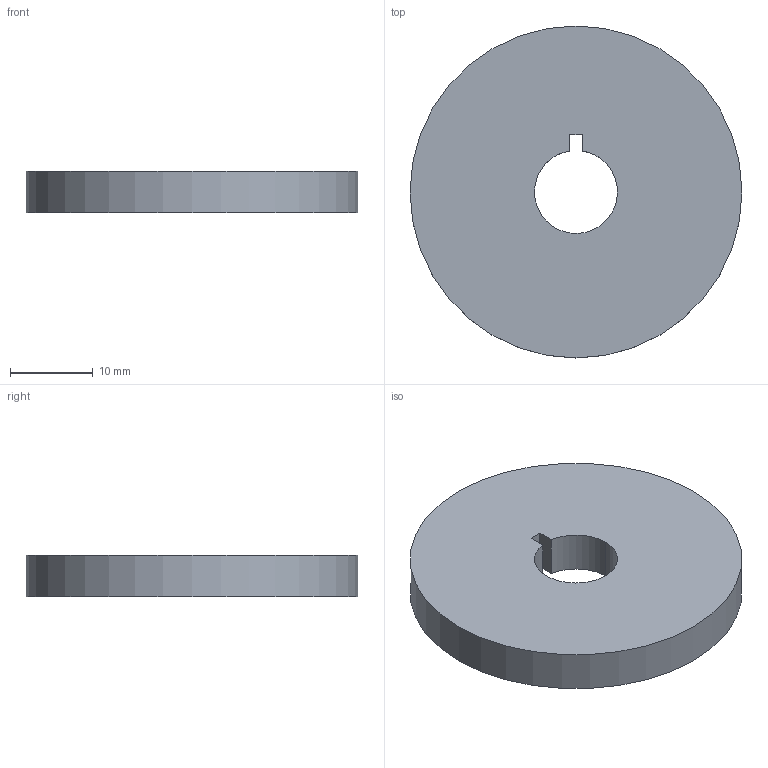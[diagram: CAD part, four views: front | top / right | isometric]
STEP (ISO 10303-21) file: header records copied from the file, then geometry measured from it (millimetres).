
FILE_DESCRIPTION(('FreeCAD Model'),'2;1');
FILE_NAME('Open CASCADE Shape Model','2024-05-11T07:52:09',('Author'),( ''),'Open CASCADE STEP processor 7.6','FreeCAD','Unknown');
FILE_SCHEMA(('AUTOMOTIVE_DESIGN { 1 0 10303 214 1 1 1 1 }'));
Length unit declared in the file: millimetre
Products named in the file (2): Spacing-Ring Main-PreCompressor; Body031
Assembly tree (1 placements, depth 2):
  Spacing-Ring Main-PreCompressor
    Body031
Bounding box: 40 x 40 x 5 mm (x, y, z)
Volume: 5876.1 mm3; surface area: 3155.4 mm2
Topology: 1 solids, 1 shells, 8 faces, 18 edges, 12 vertices
Faces by surface type: plane 5, cylinder 3
Full cylindrical faces by diameter (mm): 40 x1
Entity records: 272 total; most frequent: DIRECTION 44, CARTESIAN_POINT 40, ORIENTED_EDGE 36, EDGE_CURVE 18, AXIS2_PLACEMENT_3D 16, VERTEX_POINT 12, LINE 12, VECTOR 12
